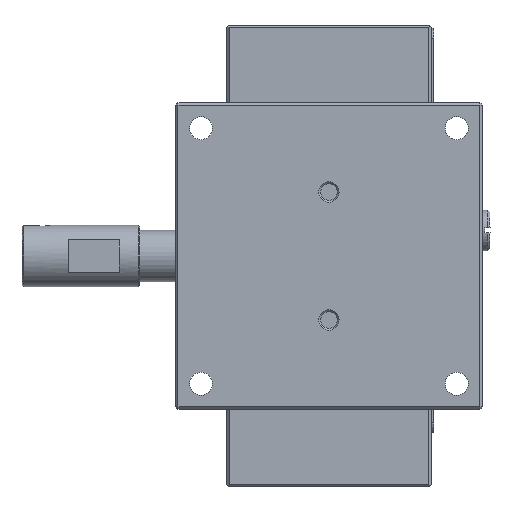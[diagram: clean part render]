
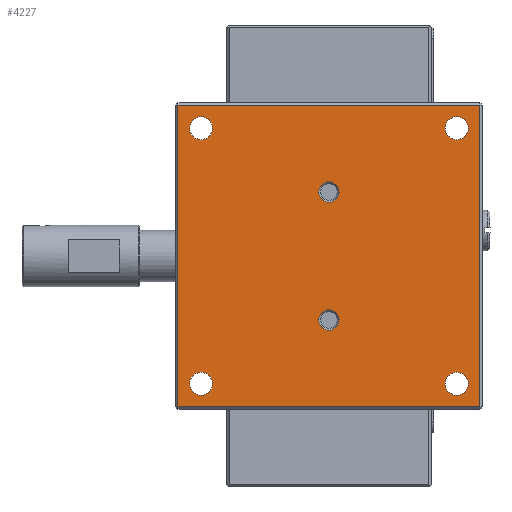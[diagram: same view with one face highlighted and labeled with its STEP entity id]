
A CAD part, front view. The second image highlights one B-rep face of the part: STEP entity #4227.
In plain terms, the highlighted planar face has unit normal (0, -1, 0).
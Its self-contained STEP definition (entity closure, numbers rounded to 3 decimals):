
#18 = FACE_BOUND ( 'NONE', #7836, .T. ) ;
#176 = CIRCLE ( 'NONE', #5557, 2. ) ;
#422 = DIRECTION ( 'NONE',  ( 0., 0., -1. ) ) ;
#431 = ORIENTED_EDGE ( 'NONE', *, *, #3888, .F. ) ;
#455 = LINE ( 'NONE', #5724, #3745 ) ;
#471 = VERTEX_POINT ( 'NONE', #5045 ) ;
#761 = EDGE_CURVE ( 'NONE', #6725, #4178, #455, .T. ) ;
#925 = EDGE_CURVE ( 'NONE', #3774, #2671, #7485, .T. ) ;
#938 = DIRECTION ( 'NONE',  ( 1., 0., 0. ) ) ;
#950 = DIRECTION ( 'NONE',  ( 0., 0., -1. ) ) ;
#1237 = EDGE_LOOP ( 'NONE', ( #3322, #2829, #6121, #4404 ) ) ;
#1308 = EDGE_CURVE ( 'NONE', #3783, #3783, #176, .T. ) ;
#1358 = FACE_BOUND ( 'NONE', #6447, .T. ) ;
#1469 = DIRECTION ( 'NONE',  ( 0., -1., 0. ) ) ;
#1924 = EDGE_LOOP ( 'NONE', ( #8260 ) ) ;
#1991 = DIRECTION ( 'NONE',  ( 0., 0., -1. ) ) ;
#2073 = EDGE_CURVE ( 'NONE', #471, #471, #4182, .T. ) ;
#2129 = AXIS2_PLACEMENT_3D ( 'NONE', #6261, #7646, #8373 ) ;
#2224 = CARTESIAN_POINT ( 'NONE',  ( 25., -8., -27.25 ) ) ;
#2528 = FACE_BOUND ( 'NONE', #1924, .T. ) ;
#2648 = FACE_OUTER_BOUND ( 'NONE', #1237, .T. ) ;
#2671 = VERTEX_POINT ( 'NONE', #2866 ) ;
#2694 = DIRECTION ( 'NONE',  ( 0., 0., 1. ) ) ;
#2737 = VERTEX_POINT ( 'NONE', #2224 ) ;
#2751 = CARTESIAN_POINT ( 'NONE',  ( 29.5, -8., 29.5 ) ) ;
#2829 = ORIENTED_EDGE ( 'NONE', *, *, #925, .F. ) ;
#2866 = CARTESIAN_POINT ( 'NONE',  ( -29.5, -8., 29.5 ) ) ;
#3012 = DIRECTION ( 'NONE',  ( 0., -1., 0. ) ) ;
#3212 = CARTESIAN_POINT ( 'NONE',  ( 29.5, -8., -29.5 ) ) ;
#3322 = ORIENTED_EDGE ( 'NONE', *, *, #6706, .F. ) ;
#3335 = DIRECTION ( 'NONE',  ( 0., 0., -1. ) ) ;
#3394 = CARTESIAN_POINT ( 'NONE',  ( 0., -8., 29.5 ) ) ;
#3635 = ORIENTED_EDGE ( 'NONE', *, *, #8506, .F. ) ;
#3745 = VECTOR ( 'NONE', #8353, 1000. ) ;
#3774 = VERTEX_POINT ( 'NONE', #7280 ) ;
#3783 = VERTEX_POINT ( 'NONE', #6906 ) ;
#3811 = VERTEX_POINT ( 'NONE', #6452 ) ;
#3812 = CARTESIAN_POINT ( 'NONE',  ( 25., -8., 25. ) ) ;
#3888 = EDGE_CURVE ( 'NONE', #7277, #7277, #4485, .T. ) ;
#3927 = AXIS2_PLACEMENT_3D ( 'NONE', #5285, #3982, #2694 ) ;
#3982 = DIRECTION ( 'NONE',  ( 0., 1., 0. ) ) ;
#4047 = CARTESIAN_POINT ( 'NONE',  ( 0., -8., -29.5 ) ) ;
#4178 = VERTEX_POINT ( 'NONE', #3212 ) ;
#4182 = CIRCLE ( 'NONE', #2129, 2.25 ) ;
#4227 = ADVANCED_FACE ( 'NONE', ( #4587, #5200, #8436, #18, #1358, #2528, #2648 ), #7794, .F. ) ;
#4346 = CARTESIAN_POINT ( 'NONE',  ( 0., -8., 12.5 ) ) ;
#4398 = CIRCLE ( 'NONE', #5507, 2. ) ;
#4404 = ORIENTED_EDGE ( 'NONE', *, *, #761, .F. ) ;
#4485 = CIRCLE ( 'NONE', #6554, 2.25 ) ;
#4521 = ORIENTED_EDGE ( 'NONE', *, *, #7063, .F. ) ;
#4587 = FACE_BOUND ( 'NONE', #5890, .T. ) ;
#4741 = ORIENTED_EDGE ( 'NONE', *, *, #6129, .F. ) ;
#4773 = LINE ( 'NONE', #3394, #5371 ) ;
#4975 = CIRCLE ( 'NONE', #7592, 2.25 ) ;
#5045 = CARTESIAN_POINT ( 'NONE',  ( -25., -8., 22.75 ) ) ;
#5070 = CARTESIAN_POINT ( 'NONE',  ( 0., -8., -14.5 ) ) ;
#5200 = FACE_BOUND ( 'NONE', #7166, .T. ) ;
#5285 = CARTESIAN_POINT ( 'NONE',  ( 0., -8., 0. ) ) ;
#5351 = DIRECTION ( 'NONE',  ( -1., 0., 0. ) ) ;
#5353 = CIRCLE ( 'NONE', #7562, 2.25 ) ;
#5371 = VECTOR ( 'NONE', #938, 1000. ) ;
#5372 = CARTESIAN_POINT ( 'NONE',  ( -29.5, -8., 0. ) ) ;
#5507 = AXIS2_PLACEMENT_3D ( 'NONE', #5872, #6560, #1991 ) ;
#5557 = AXIS2_PLACEMENT_3D ( 'NONE', #4346, #3012, #422 ) ;
#5724 = CARTESIAN_POINT ( 'NONE',  ( 29.5, -8., 0. ) ) ;
#5872 = CARTESIAN_POINT ( 'NONE',  ( 0., -8., -12.5 ) ) ;
#5890 = EDGE_LOOP ( 'NONE', ( #3635 ) ) ;
#6041 = CARTESIAN_POINT ( 'NONE',  ( 25., -8., -25. ) ) ;
#6095 = EDGE_CURVE ( 'NONE', #4178, #3774, #7295, .T. ) ;
#6121 = ORIENTED_EDGE ( 'NONE', *, *, #6095, .F. ) ;
#6129 = EDGE_CURVE ( 'NONE', #7058, #7058, #4398, .T. ) ;
#6143 = DIRECTION ( 'NONE',  ( 0., 0., 1. ) ) ;
#6261 = CARTESIAN_POINT ( 'NONE',  ( -25., -8., 25. ) ) ;
#6369 = VECTOR ( 'NONE', #6143, 1000. ) ;
#6447 = EDGE_LOOP ( 'NONE', ( #4741 ) ) ;
#6452 = CARTESIAN_POINT ( 'NONE',  ( 25., -8., 22.75 ) ) ;
#6554 = AXIS2_PLACEMENT_3D ( 'NONE', #7371, #8187, #6767 ) ;
#6560 = DIRECTION ( 'NONE',  ( 0., -1., 0. ) ) ;
#6706 = EDGE_CURVE ( 'NONE', #2671, #6725, #4773, .T. ) ;
#6725 = VERTEX_POINT ( 'NONE', #2751 ) ;
#6767 = DIRECTION ( 'NONE',  ( 0., 0., -1. ) ) ;
#6906 = CARTESIAN_POINT ( 'NONE',  ( 0., -8., 10.5 ) ) ;
#7058 = VERTEX_POINT ( 'NONE', #5070 ) ;
#7063 = EDGE_CURVE ( 'NONE', #3811, #3811, #5353, .T. ) ;
#7102 = DIRECTION ( 'NONE',  ( 0., -1., 0. ) ) ;
#7166 = EDGE_LOOP ( 'NONE', ( #4521 ) ) ;
#7196 = CARTESIAN_POINT ( 'NONE',  ( -25., -8., -27.25 ) ) ;
#7277 = VERTEX_POINT ( 'NONE', #7196 ) ;
#7280 = CARTESIAN_POINT ( 'NONE',  ( -29.5, -8., -29.5 ) ) ;
#7295 = LINE ( 'NONE', #4047, #8523 ) ;
#7371 = CARTESIAN_POINT ( 'NONE',  ( -25., -8., -25. ) ) ;
#7485 = LINE ( 'NONE', #5372, #6369 ) ;
#7562 = AXIS2_PLACEMENT_3D ( 'NONE', #3812, #7102, #3335 ) ;
#7592 = AXIS2_PLACEMENT_3D ( 'NONE', #6041, #1469, #950 ) ;
#7646 = DIRECTION ( 'NONE',  ( 0., -1., 0. ) ) ;
#7794 = PLANE ( 'NONE',  #3927 ) ;
#7836 = EDGE_LOOP ( 'NONE', ( #8110 ) ) ;
#8110 = ORIENTED_EDGE ( 'NONE', *, *, #2073, .F. ) ;
#8167 = EDGE_LOOP ( 'NONE', ( #431 ) ) ;
#8187 = DIRECTION ( 'NONE',  ( 0., -1., 0. ) ) ;
#8260 = ORIENTED_EDGE ( 'NONE', *, *, #1308, .F. ) ;
#8353 = DIRECTION ( 'NONE',  ( 0., 0., -1. ) ) ;
#8373 = DIRECTION ( 'NONE',  ( 0., 0., -1. ) ) ;
#8436 = FACE_BOUND ( 'NONE', #8167, .T. ) ;
#8506 = EDGE_CURVE ( 'NONE', #2737, #2737, #4975, .T. ) ;
#8523 = VECTOR ( 'NONE', #5351, 1000. ) ;
